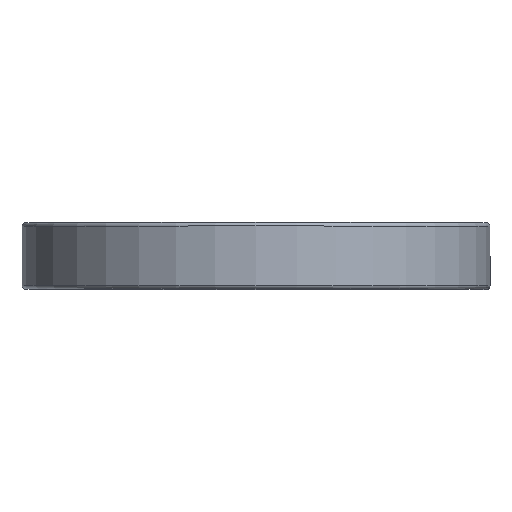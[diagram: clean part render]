
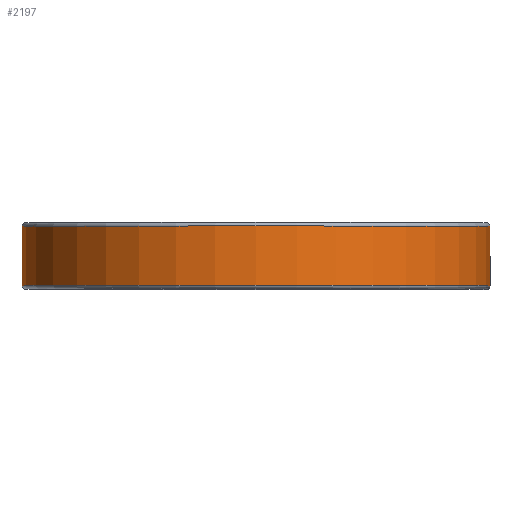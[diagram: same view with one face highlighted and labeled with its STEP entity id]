
A CAD part, top view. The second image highlights one B-rep face of the part: STEP entity #2197.
In plain terms, the highlighted cylindrical face has radius 50.432 mm (diameter 100.863 mm), a partial arc.
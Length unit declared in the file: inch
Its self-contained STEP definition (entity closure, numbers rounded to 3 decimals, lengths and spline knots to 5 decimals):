
#48 = CARTESIAN_POINT ( 'NONE',  ( 0., 0.25, 0. ) ) ;
#77 = DIRECTION ( 'NONE',  ( 0., -1., 0. ) ) ;
#120 = CARTESIAN_POINT ( 'NONE',  ( 1.9855, 0.25125, 0. ) ) ;
#412 = CIRCLE ( 'NONE', #1336, 1.9855 ) ;
#439 = CIRCLE ( 'NONE', #1263, 1.9855 ) ;
#475 = EDGE_CURVE ( 'NONE', #1402, #1056, #439, .T. ) ;
#491 = VERTEX_POINT ( 'NONE', #2183 ) ;
#566 = LINE ( 'NONE', #1313, #1603 ) ;
#655 = CARTESIAN_POINT ( 'NONE',  ( 0., -0.25125, -1.9855 ) ) ;
#835 = FACE_OUTER_BOUND ( 'NONE', #1154, .T. ) ;
#843 = CARTESIAN_POINT ( 'NONE',  ( 0., 0.25125, 0. ) ) ;
#1052 = EDGE_CURVE ( 'NONE', #491, #1402, #566, .T. ) ;
#1056 = VERTEX_POINT ( 'NONE', #1527 ) ;
#1109 = DIRECTION ( 'NONE',  ( 0., 1., 0. ) ) ;
#1154 = EDGE_LOOP ( 'NONE', ( #1509, #2112, #1636, #1185 ) ) ;
#1168 = DIRECTION ( 'NONE',  ( 0., -1., 0. ) ) ;
#1185 = ORIENTED_EDGE ( 'NONE', *, *, #1754, .F. ) ;
#1206 = CARTESIAN_POINT ( 'NONE',  ( 0., -0.25125, 0. ) ) ;
#1263 = AXIS2_PLACEMENT_3D ( 'NONE', #843, #1429, #1446 ) ;
#1313 = CARTESIAN_POINT ( 'NONE',  ( 1.9855, 0.25125, 0. ) ) ;
#1334 = CARTESIAN_POINT ( 'NONE',  ( 0., 0.25125, -1.9855 ) ) ;
#1336 = AXIS2_PLACEMENT_3D ( 'NONE', #1206, #77, #1435 ) ;
#1399 = VERTEX_POINT ( 'NONE', #655 ) ;
#1402 = VERTEX_POINT ( 'NONE', #120 ) ;
#1429 = DIRECTION ( 'NONE',  ( 0., -1., 0. ) ) ;
#1435 = DIRECTION ( 'NONE',  ( 0., 0., -1. ) ) ;
#1446 = DIRECTION ( 'NONE',  ( 0., 0., -1. ) ) ;
#1509 = ORIENTED_EDGE ( 'NONE', *, *, #1052, .T. ) ;
#1527 = CARTESIAN_POINT ( 'NONE',  ( 0., 0.25125, -1.9855 ) ) ;
#1540 = LINE ( 'NONE', #1334, #2454 ) ;
#1591 = AXIS2_PLACEMENT_3D ( 'NONE', #48, #1168, #2344 ) ;
#1603 = VECTOR ( 'NONE', #2075, 39.37008 ) ;
#1636 = ORIENTED_EDGE ( 'NONE', *, *, #2429, .F. ) ;
#1754 = EDGE_CURVE ( 'NONE', #491, #1399, #412, .T. ) ;
#2075 = DIRECTION ( 'NONE',  ( 0., 1., 0. ) ) ;
#2093 = CYLINDRICAL_SURFACE ( 'NONE', #1591, 1.9855 ) ;
#2112 = ORIENTED_EDGE ( 'NONE', *, *, #475, .T. ) ;
#2183 = CARTESIAN_POINT ( 'NONE',  ( 1.9855, -0.25125, 0. ) ) ;
#2197 = ADVANCED_FACE ( 'NONE', ( #835 ), #2093, .T. ) ;
#2344 = DIRECTION ( 'NONE',  ( 0., 0., -1. ) ) ;
#2429 = EDGE_CURVE ( 'NONE', #1399, #1056, #1540, .T. ) ;
#2454 = VECTOR ( 'NONE', #1109, 39.37008 ) ;
